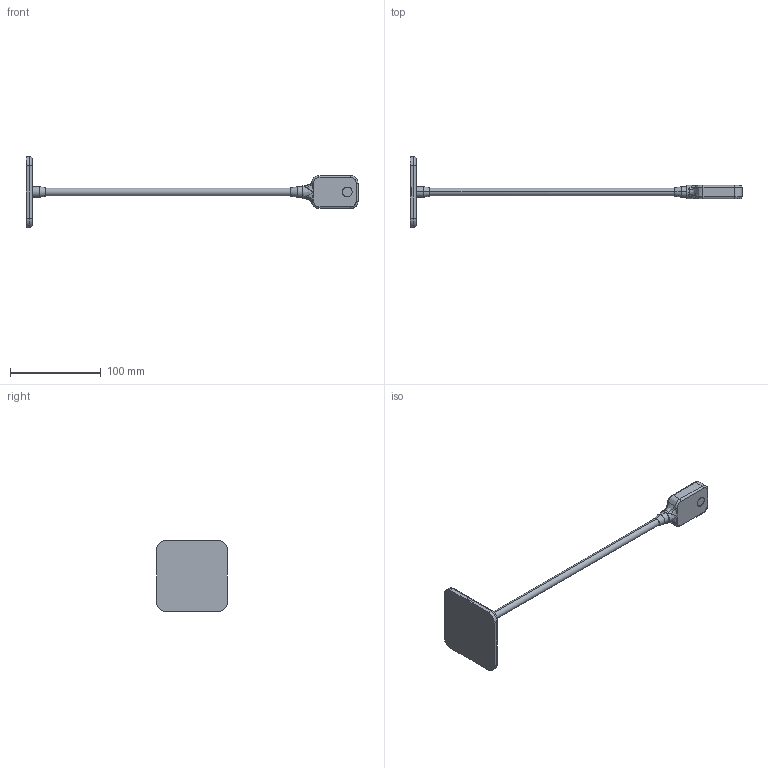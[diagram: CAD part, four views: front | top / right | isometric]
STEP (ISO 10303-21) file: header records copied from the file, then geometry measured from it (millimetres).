
FILE_DESCRIPTION(/* description */ (''),/* implementation_level */ '2;1');
FILE_NAME(/* name */ 'NL17600_Skopos',/* time_stamp */ '2016-05-17T09:40:57+02:00',/* author */ (''),/* organization */ (''),/* preprocessor_version */ 'ST-DEVELOPER v10',/* originating_system */ '',/* authorisation */ '');
FILE_SCHEMA (('CONFIG_CONTROL_DESIGN'));
Length unit declared in the file: millimetre
Products named in the file (1): 1
Bounding box: 365.89 x 78 x 78 mm (x, y, z)
Volume: 63.4 mm3; surface area: 28260 mm2
Topology: 1 solids, 7 shells, 89 faces, 241 edges, 164 vertices
Faces by surface type: bspline 68, plane 21
Entity records: 3604 total; most frequent: CARTESIAN_POINT 2263, ORIENTED_EDGE 415, EDGE_CURVE 237, VERTEX_POINT 161, EDGE_LOOP 96, ADVANCED_FACE 89, FACE_OUTER_BOUND 89, B_SPLINE_CURVE_WITH_KNOTS 69
